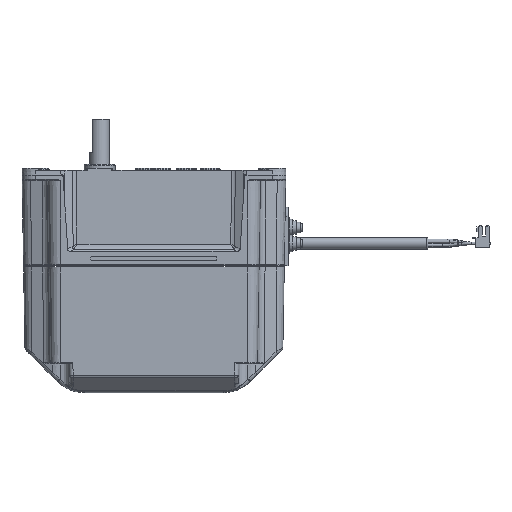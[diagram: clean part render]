
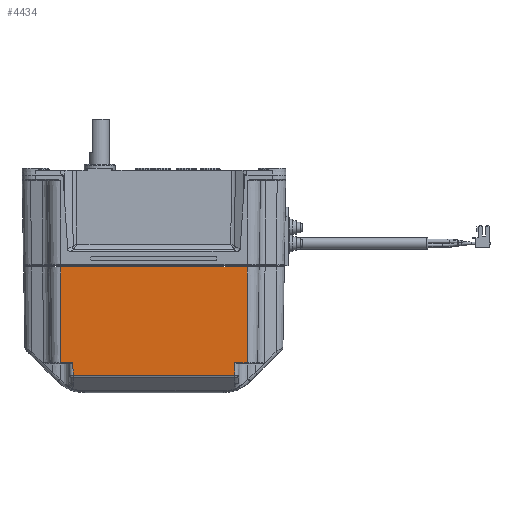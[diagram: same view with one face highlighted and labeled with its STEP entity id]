
A CAD part, left-side view. The second image highlights one B-rep face of the part: STEP entity #4434.
In plain terms, the highlighted planar face has unit normal (-1, 0, -0.018).
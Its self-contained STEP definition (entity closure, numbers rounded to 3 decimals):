
#2305 = ORIENTED_EDGE ( 'NONE', *, *, #7481, .T. ) ;
#2306 = ORIENTED_EDGE ( 'NONE', *, *, #49595, .F. ) ;
#2309 = ORIENTED_EDGE ( 'NONE', *, *, #49591, .F. ) ;
#2311 = ORIENTED_EDGE ( 'NONE', *, *, #50222, .T. ) ;
#2312 = ORIENTED_EDGE ( 'NONE', *, *, #50218, .T. ) ;
#2313 = ORIENTED_EDGE ( 'NONE', *, *, #48983, .T. ) ;
#2315 = ORIENTED_EDGE ( 'NONE', *, *, #50164, .T. ) ;
#2317 = ORIENTED_EDGE ( 'NONE', *, *, #49159, .T. ) ;
#4434 = ADVANCED_FACE ( 'NONE', ( #23121 ), #39532, .T. ) ;
#6610 = VERTEX_POINT ( 'NONE', #29954 ) ;
#6611 = VERTEX_POINT ( 'NONE', #29955 ) ;
#6646 = VERTEX_POINT ( 'NONE', #29990 ) ;
#6647 = VERTEX_POINT ( 'NONE', #29991 ) ;
#6648 = VERTEX_POINT ( 'NONE', #29992 ) ;
#6803 = VERTEX_POINT ( 'NONE', #30147 ) ;
#6806 = VERTEX_POINT ( 'NONE', #30150 ) ;
#6821 = VERTEX_POINT ( 'NONE', #30165 ) ;
#7481 = EDGE_CURVE ( 'NONE', #6806, #6821, #26655, .T. ) ;
#10928 = CARTESIAN_POINT ( 'NONE',  ( -44.202, 14.633, -49.806 ) ) ;
#10929 = DIRECTION ( 'NONE',  ( 0.017, -0.017, -1. ) ) ;
#13038 = CARTESIAN_POINT ( 'NONE',  ( -44.2, -76., -49.9 ) ) ;
#13047 = DIRECTION ( 'NONE',  ( -0.017, 0., 1. ) ) ;
#18235 = CARTESIAN_POINT ( 'NONE',  ( -43.226, 20., -105.68 ) ) ;
#18257 = DIRECTION ( 'NONE',  ( 0., -1., 0. ) ) ;
#18713 = CARTESIAN_POINT ( 'NONE',  ( -43.339, -76., -99.209 ) ) ;
#18716 = DIRECTION ( 'NONE',  ( 0., -1., 0. ) ) ;
#18972 = VECTOR ( 'NONE', #18257, 1000. ) ;
#18991 = LINE ( 'NONE', #18235, #18972 ) ;
#19041 = LINE ( 'NONE', #18713, #19043 ) ;
#19043 = VECTOR ( 'NONE', #18716, 1000. ) ;
#19048 = LINE ( 'NONE', #13038, #19050 ) ;
#19050 = VECTOR ( 'NONE', #13047, 1000. ) ;
#19703 = CARTESIAN_POINT ( 'NONE',  ( -44.2, 20., -49.9 ) ) ;
#19704 = DIRECTION ( 'NONE',  ( 0., -1., 0. ) ) ;
#19714 = CARTESIAN_POINT ( 'NONE',  ( -44.2, 20., -49.9 ) ) ;
#19715 = DIRECTION ( 'NONE',  ( -0.017, 0., 1. ) ) ;
#20702 = LINE ( 'NONE', #10928, #20703 ) ;
#20703 = VECTOR ( 'NONE', #10929, 1000. ) ;
#21686 = LINE ( 'NONE', #19703, #21688 ) ;
#21688 = VECTOR ( 'NONE', #19704, 1000. ) ;
#21698 = LINE ( 'NONE', #19714, #21700 ) ;
#21700 = VECTOR ( 'NONE', #19715, 1000. ) ;
#22443 = CARTESIAN_POINT ( 'NONE',  ( -44.172, -70.604, -51.481 ) ) ;
#22449 = DIRECTION ( 'NONE',  ( -0.017, -0.017, 1. ) ) ;
#23121 = FACE_OUTER_BOUND ( 'NONE', #34385, .T. ) ;
#24903 = CARTESIAN_POINT ( 'NONE',  ( -43.339, 20., -99.209 ) ) ;
#24911 = DIRECTION ( 'NONE',  ( 0., -1., 0. ) ) ;
#26617 = VECTOR ( 'NONE', #24911, 1000. ) ;
#26655 = LINE ( 'NONE', #24903, #26617 ) ;
#27584 = LINE ( 'NONE', #22443, #27588 ) ;
#27588 = VECTOR ( 'NONE', #22449, 1000. ) ;
#29954 = CARTESIAN_POINT ( 'NONE',  ( -43.226, -69.658, -105.68 ) ) ;
#29955 = CARTESIAN_POINT ( 'NONE',  ( -43.226, 13.658, -105.68 ) ) ;
#29990 = CARTESIAN_POINT ( 'NONE',  ( -43.339, -69.771, -99.209 ) ) ;
#29991 = CARTESIAN_POINT ( 'NONE',  ( -43.339, -76., -99.209 ) ) ;
#29992 = CARTESIAN_POINT ( 'NONE',  ( -44.2, -76., -49.9 ) ) ;
#30147 = CARTESIAN_POINT ( 'NONE',  ( -44.2, 20., -49.9 ) ) ;
#30150 = CARTESIAN_POINT ( 'NONE',  ( -43.339, 20., -99.209 ) ) ;
#30165 = CARTESIAN_POINT ( 'NONE',  ( -43.339, 13.771, -99.209 ) ) ;
#34385 = EDGE_LOOP ( 'NONE', ( #2317, #2315, #2313, #2312, #2311, #2309, #2306, #2305 ) ) ;
#39532 = PLANE ( 'NONE',  #46611 ) ;
#39546 = CARTESIAN_POINT ( 'NONE',  ( -44.2, 20., -49.9 ) ) ;
#39555 = DIRECTION ( 'NONE',  ( -1., 0., -0.017 ) ) ;
#39556 = DIRECTION ( 'NONE',  ( -0.017, 0., 1. ) ) ;
#46611 = AXIS2_PLACEMENT_3D ( 'NONE', #39546, #39555, #39556 ) ;
#48983 = EDGE_CURVE ( 'NONE', #6610, #6646, #27584, .T. ) ;
#49159 = EDGE_CURVE ( 'NONE', #6821, #6611, #20702, .T. ) ;
#49591 = EDGE_CURVE ( 'NONE', #6803, #6648, #21686, .T. ) ;
#49595 = EDGE_CURVE ( 'NONE', #6806, #6803, #21698, .T. ) ;
#50164 = EDGE_CURVE ( 'NONE', #6611, #6610, #18991, .T. ) ;
#50218 = EDGE_CURVE ( 'NONE', #6646, #6647, #19041, .T. ) ;
#50222 = EDGE_CURVE ( 'NONE', #6647, #6648, #19048, .T. ) ;
